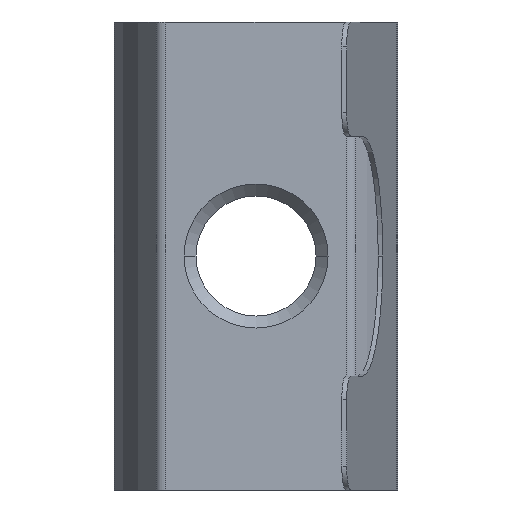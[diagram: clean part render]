
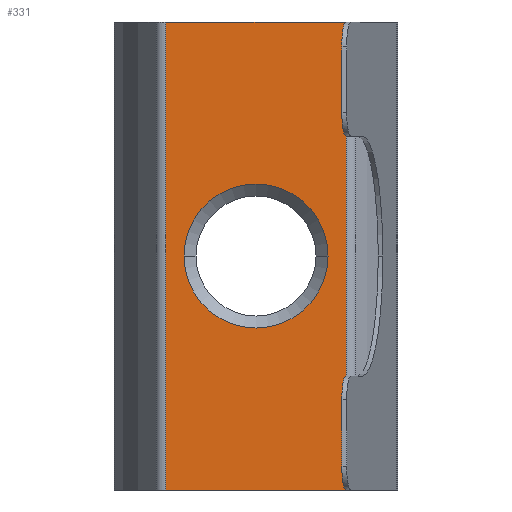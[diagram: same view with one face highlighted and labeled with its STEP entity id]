
A CAD part, front view. The second image highlights one B-rep face of the part: STEP entity #331.
In plain terms, the highlighted planar face has unit normal (0, -1, 0).
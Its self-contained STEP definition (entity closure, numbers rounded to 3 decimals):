
#2 = ORIENTED_EDGE ( 'NONE', *, *, #932, .F. ) ;
#43 = VERTEX_POINT ( 'NONE', #133 ) ;
#112 = AXIS2_PLACEMENT_3D ( 'NONE', #250, #1051, #444 ) ;
#116 = LINE ( 'NONE', #961, #834 ) ;
#133 = CARTESIAN_POINT ( 'NONE',  ( 3.761, -2.7, -9.75 ) ) ;
#138 = EDGE_LOOP ( 'NONE', ( #1095, #903 ) ) ;
#156 = CIRCLE ( 'NONE', #112, 3. ) ;
#172 = VECTOR ( 'NONE', #600, 1000. ) ;
#187 = AXIS2_PLACEMENT_3D ( 'NONE', #1076, #276, #384 ) ;
#203 = AXIS2_PLACEMENT_3D ( 'NONE', #831, #436, #1017 ) ;
#250 = CARTESIAN_POINT ( 'NONE',  ( 0., -2.7, 0. ) ) ;
#252 = EDGE_CURVE ( 'NONE', #1080, #462, #1280, .T. ) ;
#270 = EDGE_CURVE ( 'NONE', #43, #859, #116, .T. ) ;
#276 = DIRECTION ( 'NONE',  ( 0., 1., 0. ) ) ;
#321 = VECTOR ( 'NONE', #779, 1000. ) ;
#331 = ADVANCED_FACE ( 'NONE', ( #1160, #527 ), #473, .F. ) ;
#333 = CARTESIAN_POINT ( 'NONE',  ( 4., -2.7, 9.75 ) ) ;
#343 = ORIENTED_EDGE ( 'NONE', *, *, #270, .T. ) ;
#354 = VECTOR ( 'NONE', #1054, 1000. ) ;
#361 = CARTESIAN_POINT ( 'NONE',  ( 3., -2.7, 0. ) ) ;
#384 = DIRECTION ( 'NONE',  ( 0., 0., 1. ) ) ;
#415 = ORIENTED_EDGE ( 'NONE', *, *, #252, .T. ) ;
#436 = DIRECTION ( 'NONE',  ( 0., 1., 0. ) ) ;
#444 = DIRECTION ( 'NONE',  ( 0., 0., 1. ) ) ;
#462 = VERTEX_POINT ( 'NONE', #791 ) ;
#473 = PLANE ( 'NONE',  #187 ) ;
#527 = FACE_OUTER_BOUND ( 'NONE', #970, .T. ) ;
#595 = LINE ( 'NONE', #699, #172 ) ;
#600 = DIRECTION ( 'NONE',  ( 1., 0., 0. ) ) ;
#667 = CARTESIAN_POINT ( 'NONE',  ( -3., -2.7, 0. ) ) ;
#671 = EDGE_CURVE ( 'NONE', #784, #997, #1065, .T. ) ;
#699 = CARTESIAN_POINT ( 'NONE',  ( 4., -2.7, -9.75 ) ) ;
#738 = CARTESIAN_POINT ( 'NONE',  ( 3.761, -2.7, 9.75 ) ) ;
#769 = ORIENTED_EDGE ( 'NONE', *, *, #1284, .T. ) ;
#779 = DIRECTION ( 'NONE',  ( 0., 0., -1. ) ) ;
#784 = VERTEX_POINT ( 'NONE', #361 ) ;
#791 = CARTESIAN_POINT ( 'NONE',  ( -3.761, -2.7, -9.75 ) ) ;
#831 = CARTESIAN_POINT ( 'NONE',  ( 0., -2.7, 0. ) ) ;
#834 = VECTOR ( 'NONE', #1178, 1000. ) ;
#859 = VERTEX_POINT ( 'NONE', #738 ) ;
#903 = ORIENTED_EDGE ( 'NONE', *, *, #1131, .T. ) ;
#932 = EDGE_CURVE ( 'NONE', #1080, #859, #1019, .T. ) ;
#961 = CARTESIAN_POINT ( 'NONE',  ( 3.761, -2.7, 9.75 ) ) ;
#970 = EDGE_LOOP ( 'NONE', ( #769, #343, #2, #415 ) ) ;
#997 = VERTEX_POINT ( 'NONE', #667 ) ;
#1017 = DIRECTION ( 'NONE',  ( 0., 0., 1. ) ) ;
#1019 = LINE ( 'NONE', #333, #354 ) ;
#1051 = DIRECTION ( 'NONE',  ( 0., 1., 0. ) ) ;
#1054 = DIRECTION ( 'NONE',  ( 1., 0., 0. ) ) ;
#1065 = CIRCLE ( 'NONE', #203, 3. ) ;
#1076 = CARTESIAN_POINT ( 'NONE',  ( 4., -2.7, 9.75 ) ) ;
#1080 = VERTEX_POINT ( 'NONE', #1184 ) ;
#1095 = ORIENTED_EDGE ( 'NONE', *, *, #671, .T. ) ;
#1131 = EDGE_CURVE ( 'NONE', #997, #784, #156, .T. ) ;
#1160 = FACE_BOUND ( 'NONE', #138, .T. ) ;
#1178 = DIRECTION ( 'NONE',  ( 0., 0., 1. ) ) ;
#1184 = CARTESIAN_POINT ( 'NONE',  ( -3.761, -2.7, 9.75 ) ) ;
#1276 = CARTESIAN_POINT ( 'NONE',  ( -3.761, -2.7, 9.75 ) ) ;
#1280 = LINE ( 'NONE', #1276, #321 ) ;
#1284 = EDGE_CURVE ( 'NONE', #462, #43, #595, .T. ) ;
